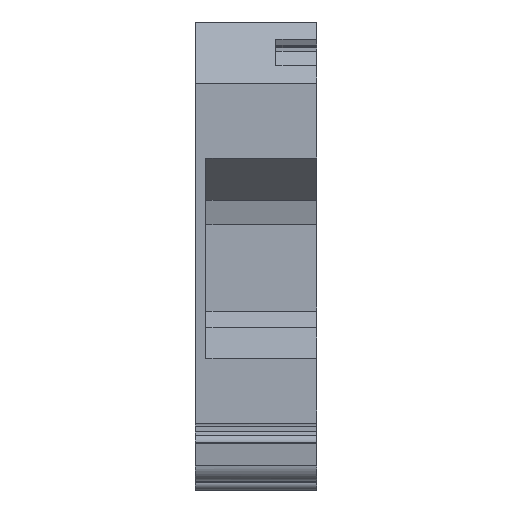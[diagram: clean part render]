
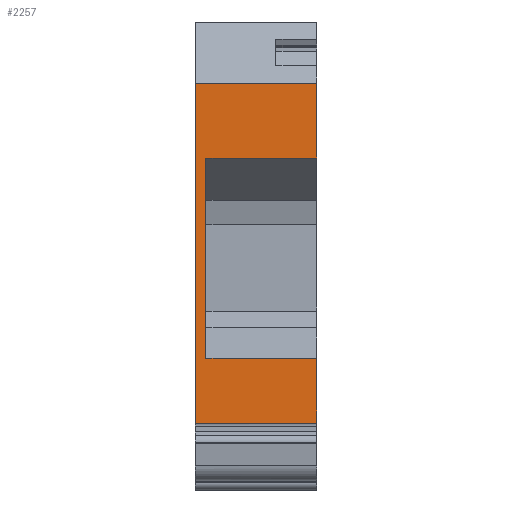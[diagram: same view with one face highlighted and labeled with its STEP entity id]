
A CAD part, front view. The second image highlights one B-rep face of the part: STEP entity #2257.
In plain terms, the highlighted planar face has unit normal (0, -1, 0).
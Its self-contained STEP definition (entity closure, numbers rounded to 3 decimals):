
#2221=AXIS2_PLACEMENT_3D('Plane Axis2P3D',#2218,#2219,#2220) ;
#405=CARTESIAN_POINT('Vertex',(0.,0.,8.75)) ;
#408=CARTESIAN_POINT('Line Origine',(0.,0.,31.)) ;
#412=CARTESIAN_POINT('Vertex',(0.,0.,53.25)) ;
#717=CARTESIAN_POINT('Vertex',(15.9,0.,53.25)) ;
#720=CARTESIAN_POINT('Line Origine',(15.9,0.,48.35)) ;
#724=CARTESIAN_POINT('Vertex',(15.9,0.,43.45)) ;
#773=CARTESIAN_POINT('Vertex',(15.9,0.,17.22)) ;
#776=CARTESIAN_POINT('Line Origine',(15.9,0.,12.985)) ;
#780=CARTESIAN_POINT('Vertex',(15.9,0.,8.75)) ;
#2205=CARTESIAN_POINT('Line Origine',(7.95,0.,8.75)) ;
#2218=CARTESIAN_POINT('Axis2P3D Location',(0.,0.,14.75)) ;
#2223=CARTESIAN_POINT('Line Origine',(7.95,0.,53.25)) ;
#2228=CARTESIAN_POINT('Line Origine',(8.65,0.,17.22)) ;
#2232=CARTESIAN_POINT('Vertex',(1.4,0.,17.22)) ;
#2235=CARTESIAN_POINT('Line Origine',(1.4,0.,30.335)) ;
#2239=CARTESIAN_POINT('Vertex',(1.4,0.,43.45)) ;
#2242=CARTESIAN_POINT('Line Origine',(8.65,0.,43.45)) ;
#409=DIRECTION('Vector Direction',(0.,0.,-1.)) ;
#721=DIRECTION('Vector Direction',(0.,0.,-1.)) ;
#777=DIRECTION('Vector Direction',(0.,0.,-1.)) ;
#2206=DIRECTION('Vector Direction',(-1.,0.,0.)) ;
#2219=DIRECTION('Axis2P3D Direction',(0.,1.,-0.)) ;
#2220=DIRECTION('Axis2P3D XDirection',(-1.,0.,0.)) ;
#2224=DIRECTION('Vector Direction',(1.,0.,0.)) ;
#2229=DIRECTION('Vector Direction',(1.,0.,0.)) ;
#2236=DIRECTION('Vector Direction',(0.,0.,-1.)) ;
#2243=DIRECTION('Vector Direction',(-1.,0.,0.)) ;
#410=VECTOR('Line Direction',#409,1.) ;
#722=VECTOR('Line Direction',#721,1.) ;
#778=VECTOR('Line Direction',#777,1.) ;
#2207=VECTOR('Line Direction',#2206,1.) ;
#2225=VECTOR('Line Direction',#2224,1.) ;
#2230=VECTOR('Line Direction',#2229,1.) ;
#2237=VECTOR('Line Direction',#2236,1.) ;
#2244=VECTOR('Line Direction',#2243,1.) ;
#2248=ORIENTED_EDGE('',*,*,#726,.F.) ;
#2249=ORIENTED_EDGE('',*,*,#2227,.F.) ;
#2250=ORIENTED_EDGE('',*,*,#414,.T.) ;
#2251=ORIENTED_EDGE('',*,*,#2209,.F.) ;
#2252=ORIENTED_EDGE('',*,*,#782,.F.) ;
#2253=ORIENTED_EDGE('',*,*,#2234,.F.) ;
#2254=ORIENTED_EDGE('',*,*,#2241,.F.) ;
#2255=ORIENTED_EDGE('',*,*,#2246,.F.) ;
#2257=ADVANCED_FACE('Ergebnis von  Grundkontur SAK35N',(#2256),#2222,.F.) ;
#414=EDGE_CURVE('',#413,#406,#411,.T.) ;
#726=EDGE_CURVE('',#718,#725,#723,.T.) ;
#782=EDGE_CURVE('',#774,#781,#779,.T.) ;
#2209=EDGE_CURVE('',#781,#406,#2208,.T.) ;
#2227=EDGE_CURVE('',#413,#718,#2226,.T.) ;
#2234=EDGE_CURVE('',#2233,#774,#2231,.T.) ;
#2241=EDGE_CURVE('',#2240,#2233,#2238,.T.) ;
#2246=EDGE_CURVE('',#725,#2240,#2245,.T.) ;
#2247=EDGE_LOOP('',(#2248,#2249,#2250,#2251,#2252,#2253,#2254,#2255)) ;
#2256=FACE_OUTER_BOUND('',#2247,.T.) ;
#411=LINE('Line',#408,#410) ;
#723=LINE('Line',#720,#722) ;
#779=LINE('Line',#776,#778) ;
#2208=LINE('Line',#2205,#2207) ;
#2226=LINE('Line',#2223,#2225) ;
#2231=LINE('Line',#2228,#2230) ;
#2238=LINE('Line',#2235,#2237) ;
#2245=LINE('Line',#2242,#2244) ;
#2222=PLANE('',#2221) ;
#406=VERTEX_POINT('',#405) ;
#413=VERTEX_POINT('',#412) ;
#718=VERTEX_POINT('',#717) ;
#725=VERTEX_POINT('',#724) ;
#774=VERTEX_POINT('',#773) ;
#781=VERTEX_POINT('',#780) ;
#2233=VERTEX_POINT('',#2232) ;
#2240=VERTEX_POINT('',#2239) ;
